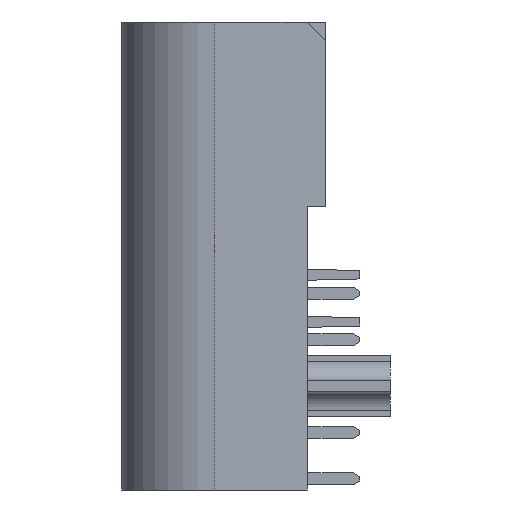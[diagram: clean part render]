
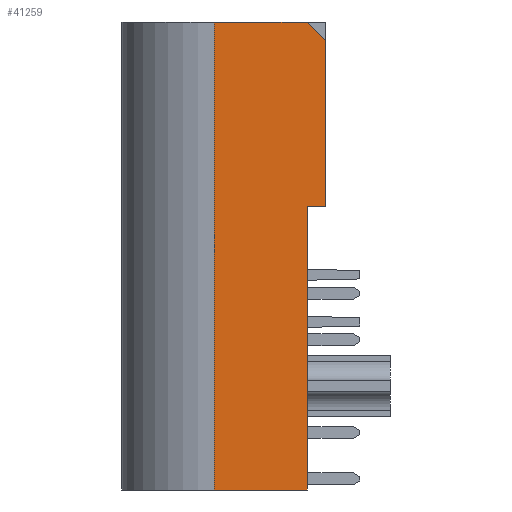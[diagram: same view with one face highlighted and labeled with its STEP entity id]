
A CAD part, left-side view. The second image highlights one B-rep face of the part: STEP entity #41259.
In plain terms, the highlighted planar face has unit normal (-1, 0, 0).
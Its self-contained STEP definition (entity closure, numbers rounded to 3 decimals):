
#3978=ORIENTED_EDGE('',*,*,#14906,.T.);
#3979=ORIENTED_EDGE('',*,*,#14896,.T.);
#3980=ORIENTED_EDGE('',*,*,#14916,.T.);
#3981=ORIENTED_EDGE('',*,*,#14917,.F.);
#3982=ORIENTED_EDGE('',*,*,#14918,.T.);
#3983=ORIENTED_EDGE('',*,*,#14919,.F.);
#3984=ORIENTED_EDGE('',*,*,#14920,.T.);
#14896=EDGE_CURVE('',#20590,#20595,#25115,.T.);
#14906=EDGE_CURVE('',#20604,#20590,#25124,.T.);
#14916=EDGE_CURVE('',#20595,#20612,#25132,.T.);
#14917=EDGE_CURVE('',#20613,#20612,#25133,.T.);
#14918=EDGE_CURVE('',#20613,#20614,#25134,.T.);
#14919=EDGE_CURVE('',#20615,#20614,#25135,.T.);
#14920=EDGE_CURVE('',#20615,#20604,#25136,.T.);
#20590=VERTEX_POINT('',#59862);
#20595=VERTEX_POINT('',#59871);
#20604=VERTEX_POINT('',#59893);
#20612=VERTEX_POINT('',#59914);
#20613=VERTEX_POINT('',#59916);
#20614=VERTEX_POINT('',#59918);
#20615=VERTEX_POINT('',#59920);
#25115=LINE('',#59872,#30540);
#25124=LINE('',#59892,#30549);
#25132=LINE('',#59913,#30557);
#25133=LINE('',#59915,#30558);
#25134=LINE('',#59917,#30559);
#25135=LINE('',#59919,#30560);
#25136=LINE('',#59921,#30561);
#30540=VECTOR('',#48322,1000.);
#30549=VECTOR('',#48337,1000.);
#30557=VECTOR('',#48355,1000.);
#30558=VECTOR('',#48356,1000.);
#30559=VECTOR('',#48357,1000.);
#30560=VECTOR('',#48358,1000.);
#30561=VECTOR('',#48359,1000.);
#35176=EDGE_LOOP('',(#3978,#3979,#3980,#3981,#3982,#3983,#3984));
#37358=FACE_BOUND('',#35176,.T.);
#39462=PLANE('',#43525);
#41259=ADVANCED_FACE('',(#37358),#39462,.F.);
#43525=AXIS2_PLACEMENT_3D('',#59912,#48353,#48354);
#48322=DIRECTION('',(0.,1.,0.));
#48337=DIRECTION('',(0.,0.,1.));
#48353=DIRECTION('',(1.,0.,0.));
#48354=DIRECTION('',(0.,0.,-1.));
#48355=DIRECTION('',(0.,0.,1.));
#48356=DIRECTION('',(0.,-1.,0.));
#48357=DIRECTION('',(0.,0.707,-0.707));
#48358=DIRECTION('',(0.,0.,1.));
#48359=DIRECTION('',(0.,-1.,0.));
#59862=CARTESIAN_POINT('',(-6.93,0.,5.));
#59871=CARTESIAN_POINT('',(-6.93,15.26,5.));
#59872=CARTESIAN_POINT('',(-6.93,25.22,5.));
#59892=CARTESIAN_POINT('',(-6.93,0.,0.));
#59893=CARTESIAN_POINT('',(-6.93,0.,0.));
#59912=CARTESIAN_POINT('',(-6.93,25.22,0.));
#59913=CARTESIAN_POINT('',(-6.93,15.26,0.));
#59914=CARTESIAN_POINT('',(-6.93,15.26,6.));
#59915=CARTESIAN_POINT('',(-6.93,25.22,6.));
#59916=CARTESIAN_POINT('',(-6.93,24.22,6.));
#59917=CARTESIAN_POINT('',(-6.93,27.72,2.5));
#59918=CARTESIAN_POINT('',(-6.93,25.22,5.));
#59919=CARTESIAN_POINT('',(-6.93,25.22,0.));
#59920=CARTESIAN_POINT('',(-6.93,25.22,0.));
#59921=CARTESIAN_POINT('',(-6.93,25.22,0.));
